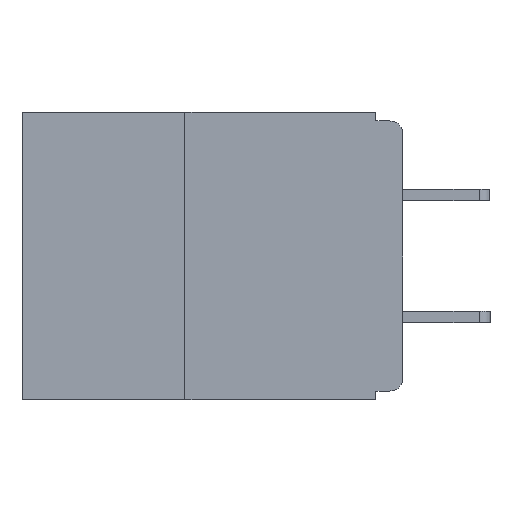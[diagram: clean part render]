
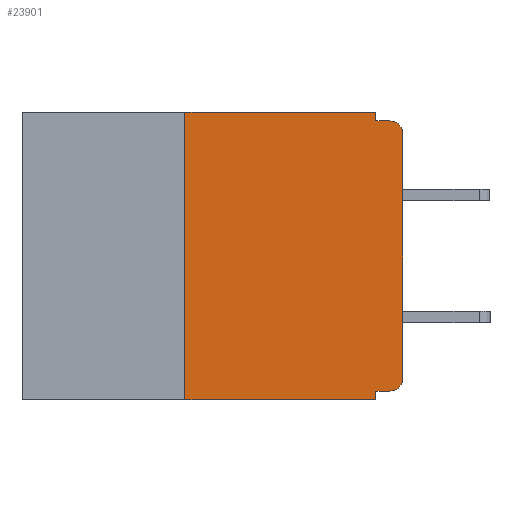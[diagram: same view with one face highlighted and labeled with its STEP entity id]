
A CAD part, left-side view. The second image highlights one B-rep face of the part: STEP entity #23901.
In plain terms, the highlighted planar face has unit normal (-1, 0, 0).
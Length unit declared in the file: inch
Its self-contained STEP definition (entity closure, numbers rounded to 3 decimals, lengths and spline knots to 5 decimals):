
#173 = VERTEX_POINT ( 'NONE', #14783 ) ;
#692 = ORIENTED_EDGE ( 'NONE', *, *, #23749, .F. ) ;
#1196 = ORIENTED_EDGE ( 'NONE', *, *, #24453, .T. ) ;
#1438 = VECTOR ( 'NONE', #6806, 39.37008 ) ;
#1492 = CARTESIAN_POINT ( 'NONE',  ( 0., 0.015, -0.32 ) ) ;
#1956 = DIRECTION ( 'NONE',  ( 0., 0., 1. ) ) ;
#1969 = DIRECTION ( 'NONE',  ( 1., 0., 0. ) ) ;
#2786 = CARTESIAN_POINT ( 'NONE',  ( 0., 0.031, -0.01 ) ) ;
#3979 = VERTEX_POINT ( 'NONE', #9147 ) ;
#4077 = CARTESIAN_POINT ( 'NONE',  ( 0., 0.25, -0.33 ) ) ;
#4882 = EDGE_CURVE ( 'NONE', #18676, #9533, #5730, .T. ) ;
#4937 = AXIS2_PLACEMENT_3D ( 'NONE', #6605, #25075, #9289 ) ;
#5448 = LINE ( 'NONE', #32243, #31742 ) ;
#5730 = CIRCLE ( 'NONE', #29039, 0.015 ) ;
#6430 = LINE ( 'NONE', #17558, #26622 ) ;
#6605 = CARTESIAN_POINT ( 'NONE',  ( 0., 0.015, -0.025 ) ) ;
#6806 = DIRECTION ( 'NONE',  ( 0., 0., -1. ) ) ;
#7865 = ORIENTED_EDGE ( 'NONE', *, *, #10354, .F. ) ;
#8238 = EDGE_CURVE ( 'NONE', #14489, #173, #28233, .T. ) ;
#9147 = CARTESIAN_POINT ( 'NONE',  ( 0., 0.031, 0. ) ) ;
#9235 = EDGE_CURVE ( 'NONE', #18676, #14489, #5448, .T. ) ;
#9289 = DIRECTION ( 'NONE',  ( 0., 0., -1. ) ) ;
#9531 = DIRECTION ( 'NONE',  ( 0., 0., -1. ) ) ;
#9533 = VERTEX_POINT ( 'NONE', #20713 ) ;
#9642 = CARTESIAN_POINT ( 'NONE',  ( 0., 0.031, -0.33 ) ) ;
#10106 = AXIS2_PLACEMENT_3D ( 'NONE', #33406, #1969, #20650 ) ;
#10250 = ORIENTED_EDGE ( 'NONE', *, *, #9235, .F. ) ;
#10326 = CARTESIAN_POINT ( 'NONE',  ( 0., 0.031, -0.32 ) ) ;
#10354 = EDGE_CURVE ( 'NONE', #29994, #31546, #20564, .T. ) ;
#10586 = DIRECTION ( 'NONE',  ( 0., -1., 0. ) ) ;
#10742 = CARTESIAN_POINT ( 'NONE',  ( 0., 0., -0.01 ) ) ;
#11933 = ORIENTED_EDGE ( 'NONE', *, *, #33786, .T. ) ;
#12305 = FACE_OUTER_BOUND ( 'NONE', #26466, .T. ) ;
#12408 = ORIENTED_EDGE ( 'NONE', *, *, #25770, .T. ) ;
#12424 = DIRECTION ( 'NONE',  ( 0., -1., 0. ) ) ;
#13366 = LINE ( 'NONE', #33027, #19561 ) ;
#14289 = CIRCLE ( 'NONE', #4937, 0.015 ) ;
#14346 = VECTOR ( 'NONE', #9531, 39.37008 ) ;
#14368 = VECTOR ( 'NONE', #10586, 39.37008 ) ;
#14489 = VERTEX_POINT ( 'NONE', #10326 ) ;
#14783 = CARTESIAN_POINT ( 'NONE',  ( 0., 0.031, -0.33 ) ) ;
#15010 = EDGE_CURVE ( 'NONE', #31829, #3979, #17363, .T. ) ;
#15305 = PLANE ( 'NONE',  #10106 ) ;
#17363 = LINE ( 'NONE', #20437, #29581 ) ;
#17558 = CARTESIAN_POINT ( 'NONE',  ( 0., 0., 0. ) ) ;
#18676 = VERTEX_POINT ( 'NONE', #1492 ) ;
#18789 = LINE ( 'NONE', #33398, #31772 ) ;
#19561 = VECTOR ( 'NONE', #22852, 39.37008 ) ;
#20033 = CARTESIAN_POINT ( 'NONE',  ( 0., 0.25, 0. ) ) ;
#20051 = CARTESIAN_POINT ( 'NONE',  ( 0., 0.031, 0. ) ) ;
#20252 = DIRECTION ( 'NONE',  ( 0., 0., 1. ) ) ;
#20375 = DIRECTION ( 'NONE',  ( 0., 0., -1. ) ) ;
#20381 = DIRECTION ( 'NONE',  ( -1., 0., 0. ) ) ;
#20437 = CARTESIAN_POINT ( 'NONE',  ( 0., 0.437, 0. ) ) ;
#20452 = CARTESIAN_POINT ( 'NONE',  ( 0., 0.015, -0.305 ) ) ;
#20564 = LINE ( 'NONE', #10742, #14368 ) ;
#20650 = DIRECTION ( 'NONE',  ( 0., 0., -1. ) ) ;
#20713 = CARTESIAN_POINT ( 'NONE',  ( 0., 0., -0.305 ) ) ;
#21797 = CARTESIAN_POINT ( 'NONE',  ( 0., 0., -0.025 ) ) ;
#21926 = ORIENTED_EDGE ( 'NONE', *, *, #15010, .F. ) ;
#22852 = DIRECTION ( 'NONE',  ( 0., -1., 0. ) ) ;
#23447 = LINE ( 'NONE', #20051, #1438 ) ;
#23485 = ORIENTED_EDGE ( 'NONE', *, *, #4882, .T. ) ;
#23748 = VERTEX_POINT ( 'NONE', #4077 ) ;
#23749 = EDGE_CURVE ( 'NONE', #3979, #29994, #23447, .T. ) ;
#23901 = ADVANCED_FACE ( 'NONE', ( #12305 ), #15305, .F. ) ;
#24453 = EDGE_CURVE ( 'NONE', #9533, #31615, #6430, .T. ) ;
#25075 = DIRECTION ( 'NONE',  ( -1., 0., 0. ) ) ;
#25770 = EDGE_CURVE ( 'NONE', #31615, #31546, #14289, .T. ) ;
#26466 = EDGE_LOOP ( 'NONE', ( #1196, #12408, #7865, #692, #21926, #33503, #11933, #31953, #10250, #23485 ) ) ;
#26622 = VECTOR ( 'NONE', #20252, 39.37008 ) ;
#28233 = LINE ( 'NONE', #9642, #14346 ) ;
#29039 = AXIS2_PLACEMENT_3D ( 'NONE', #20452, #20381, #20375 ) ;
#29581 = VECTOR ( 'NONE', #12424, 39.37008 ) ;
#29994 = VERTEX_POINT ( 'NONE', #2786 ) ;
#31546 = VERTEX_POINT ( 'NONE', #31790 ) ;
#31615 = VERTEX_POINT ( 'NONE', #21797 ) ;
#31742 = VECTOR ( 'NONE', #32276, 39.37008 ) ;
#31772 = VECTOR ( 'NONE', #1956, 39.37008 ) ;
#31790 = CARTESIAN_POINT ( 'NONE',  ( 0., 0.015, -0.01 ) ) ;
#31829 = VERTEX_POINT ( 'NONE', #20033 ) ;
#31942 = EDGE_CURVE ( 'NONE', #23748, #31829, #18789, .T. ) ;
#31953 = ORIENTED_EDGE ( 'NONE', *, *, #8238, .F. ) ;
#32243 = CARTESIAN_POINT ( 'NONE',  ( 0., 0., -0.32 ) ) ;
#32276 = DIRECTION ( 'NONE',  ( 0., 1., 0. ) ) ;
#33027 = CARTESIAN_POINT ( 'NONE',  ( 0., 0.437, -0.33 ) ) ;
#33398 = CARTESIAN_POINT ( 'NONE',  ( 0., 0.25, -0.33 ) ) ;
#33406 = CARTESIAN_POINT ( 'NONE',  ( 0., 0.437, 0. ) ) ;
#33503 = ORIENTED_EDGE ( 'NONE', *, *, #31942, .F. ) ;
#33786 = EDGE_CURVE ( 'NONE', #23748, #173, #13366, .T. ) ;
